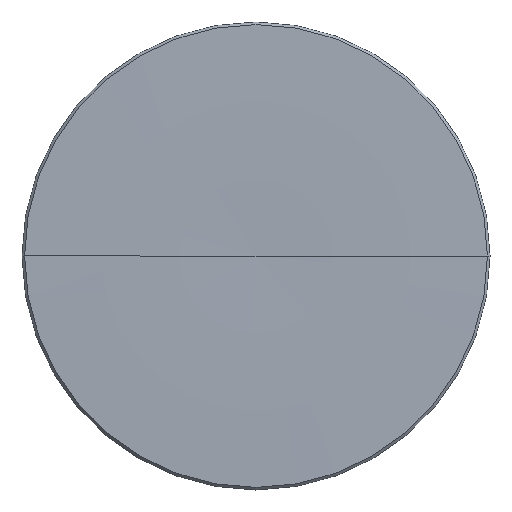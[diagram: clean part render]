
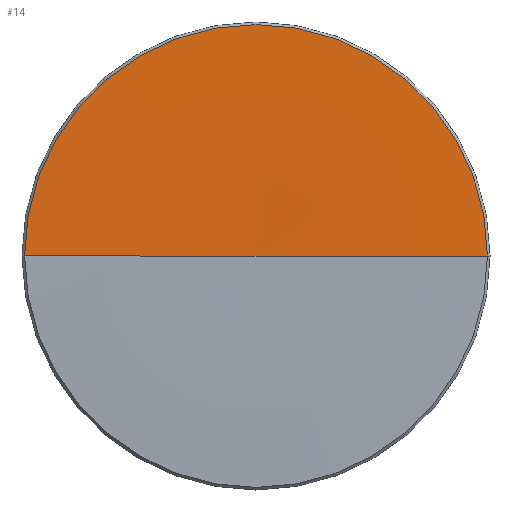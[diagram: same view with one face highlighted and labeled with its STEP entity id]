
A CAD part, left-side view. The second image highlights one B-rep face of the part: STEP entity #14.
In plain terms, the highlighted toroidal (fillet/blend) face has major radius 6.889 mm and minor radius 275.6 mm.
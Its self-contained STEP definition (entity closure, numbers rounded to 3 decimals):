
#1 = EDGE_LOOP ( 'NONE', ( #12, #42, #38 ) ) ;
#3 = EDGE_CURVE ( 'NONE', #23, #45, #118, .T. ) ;
#12 = ORIENTED_EDGE ( 'NONE', *, *, #55, .T. ) ;
#14 = ADVANCED_FACE ( 'NONE', ( #147 ), #128, .T. ) ;
#23 = VERTEX_POINT ( 'NONE', #111 ) ;
#31 = EDGE_CURVE ( 'NONE', #35, #45, #216, .T. ) ;
#35 = VERTEX_POINT ( 'NONE', #211 ) ;
#38 = ORIENTED_EDGE ( 'NONE', *, *, #31, .F. ) ;
#42 = ORIENTED_EDGE ( 'NONE', *, *, #3, .T. ) ;
#45 = VERTEX_POINT ( 'NONE', #221 ) ;
#55 = EDGE_CURVE ( 'NONE', #35, #23, #260, .T. ) ;
#111 = CARTESIAN_POINT ( 'NONE',  ( -1.328, 12.559, 0. ) ) ;
#114 = DIRECTION ( 'NONE',  ( 0., -1., 0. ) ) ;
#115 = DIRECTION ( 'NONE',  ( 0., 0., 1. ) ) ;
#116 = CARTESIAN_POINT ( 'NONE',  ( 274.214, 6.889, 0. ) ) ;
#117 = AXIS2_PLACEMENT_3D ( 'NONE', #116, #115, #114 ) ;
#118 = CIRCLE ( 'NONE', #117, 275.6 ) ;
#122 = DIRECTION ( 'NONE',  ( 0., -1., 0. ) ) ;
#123 = DIRECTION ( 'NONE',  ( -1., 0., 0. ) ) ;
#124 = CARTESIAN_POINT ( 'NONE',  ( 274.214, 0., 0. ) ) ;
#125 = AXIS2_PLACEMENT_3D ( 'NONE', #124, #123, #122 ) ;
#128 = TOROIDAL_SURFACE ( 'NONE', #125, 6.889, 275.6 ) ;
#147 = FACE_OUTER_BOUND ( 'NONE', #1, .T. ) ;
#211 = CARTESIAN_POINT ( 'NONE',  ( -1.328, -12.559, 0. ) ) ;
#212 = DIRECTION ( 'NONE',  ( -1., 0., 0. ) ) ;
#213 = DIRECTION ( 'NONE',  ( 0., 0., -1. ) ) ;
#214 = CARTESIAN_POINT ( 'NONE',  ( 274.214, -6.889, 0. ) ) ;
#215 = AXIS2_PLACEMENT_3D ( 'NONE', #214, #213, #212 ) ;
#216 = CIRCLE ( 'NONE', #215, 275.6 ) ;
#221 = CARTESIAN_POINT ( 'NONE',  ( -1.3, 0., 0. ) ) ;
#257 = DIRECTION ( 'NONE',  ( -1., 0., 0. ) ) ;
#258 = CARTESIAN_POINT ( 'NONE',  ( -1.328, 0., 0. ) ) ;
#259 = AXIS2_PLACEMENT_3D ( 'NONE', #258, #257, #275 ) ;
#260 = CIRCLE ( 'NONE', #259, 12.559 ) ;
#275 = DIRECTION ( 'NONE',  ( 0., -1., 0. ) ) ;
